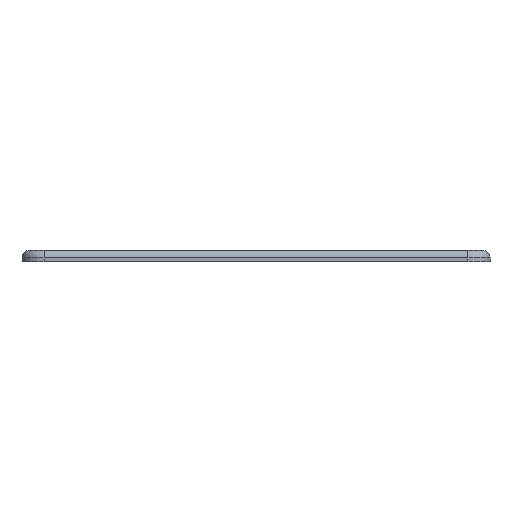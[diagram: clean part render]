
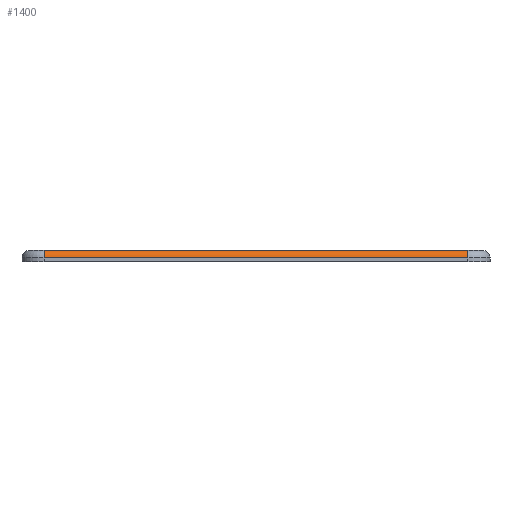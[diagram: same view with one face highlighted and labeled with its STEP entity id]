
A CAD part, left-side view. The second image highlights one B-rep face of the part: STEP entity #1400.
In plain terms, the highlighted cylindrical face has radius 1 mm (diameter 2 mm), a partial arc.
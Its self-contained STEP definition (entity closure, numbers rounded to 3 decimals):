
#83=LINE('',#2086,#223);
#84=LINE('',#2087,#224);
#223=VECTOR('',#1661,10.);
#224=VECTOR('',#1662,10.);
#362=CYLINDRICAL_SURFACE('',#1497,1.);
#396=FACE_OUTER_BOUND('',#470,.T.);
#470=EDGE_LOOP('',(#989,#990,#991,#992));
#570=CIRCLE('',#1494,1.);
#573=CIRCLE('',#1498,1.);
#639=VERTEX_POINT('',#2077);
#640=VERTEX_POINT('',#2078);
#641=VERTEX_POINT('',#2083);
#642=VERTEX_POINT('',#2084);
#776=EDGE_CURVE('',#639,#640,#570,.T.);
#779=EDGE_CURVE('',#641,#642,#573,.T.);
#780=EDGE_CURVE('',#642,#640,#83,.T.);
#781=EDGE_CURVE('',#639,#641,#84,.T.);
#989=ORIENTED_EDGE('',*,*,#779,.T.);
#990=ORIENTED_EDGE('',*,*,#780,.T.);
#991=ORIENTED_EDGE('',*,*,#776,.F.);
#992=ORIENTED_EDGE('',*,*,#781,.T.);
#1400=ADVANCED_FACE('',(#396),#362,.T.);
#1494=AXIS2_PLACEMENT_3D('',#2079,#1651,#1652);
#1497=AXIS2_PLACEMENT_3D('',#2082,#1657,#1658);
#1498=AXIS2_PLACEMENT_3D('',#2085,#1659,#1660);
#1651=DIRECTION('center_axis',(0.,-1.,0.));
#1652=DIRECTION('ref_axis',(0.,0.,1.));
#1657=DIRECTION('center_axis',(0.,-1.,0.));
#1658=DIRECTION('ref_axis',(-0.707,0.,0.707));
#1659=DIRECTION('center_axis',(0.,-1.,0.));
#1660=DIRECTION('ref_axis',(0.,0.,1.));
#1661=DIRECTION('',(0.,-1.,0.));
#1662=DIRECTION('',(0.,1.,0.));
#2077=CARTESIAN_POINT('',(-10.146,-83.94,1.5));
#2078=CARTESIAN_POINT('',(-11.146,-83.94,0.5));
#2079=CARTESIAN_POINT('Origin',(-10.146,-83.94,0.5));
#2082=CARTESIAN_POINT('Origin',(-10.146,-39.465,0.5));
#2083=CARTESIAN_POINT('',(-10.146,-26.64,1.5));
#2084=CARTESIAN_POINT('',(-11.146,-26.64,0.5));
#2085=CARTESIAN_POINT('Origin',(-10.146,-26.64,0.5));
#2086=CARTESIAN_POINT('',(-11.146,-39.465,0.5));
#2087=CARTESIAN_POINT('',(-10.146,-39.465,1.5));
